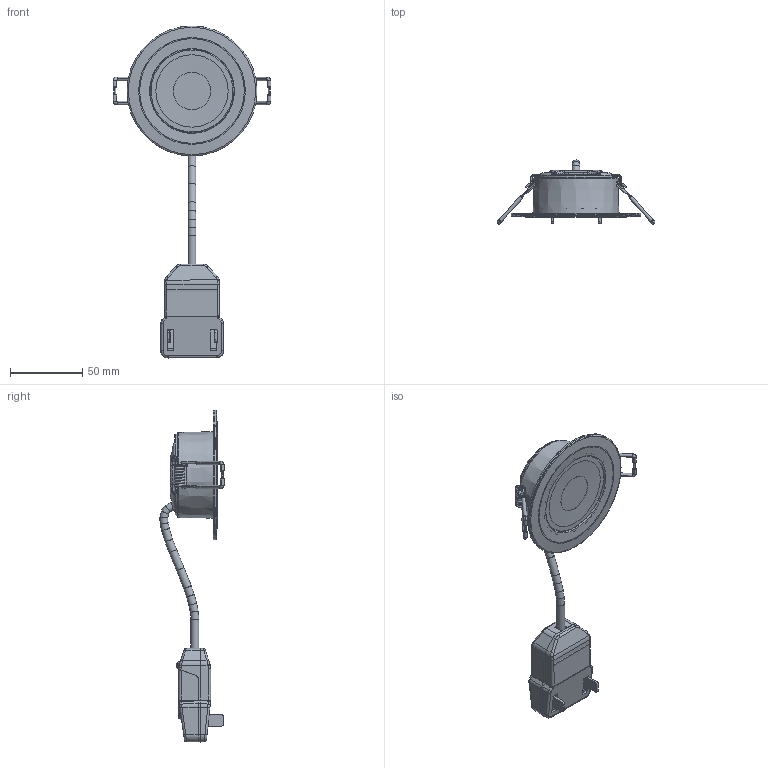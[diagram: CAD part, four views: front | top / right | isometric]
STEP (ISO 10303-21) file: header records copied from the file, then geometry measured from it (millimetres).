
FILE_DESCRIPTION (( 'STEP AP214' ), '1' );
FILE_NAME ('SP_CBO_FPFIX_UK_5W.STEP', '2024-10-23T10:08:15', ( '' ), ( '' ), 'SwSTEP 2.0', 'SolidWorks 2022', '' );
FILE_SCHEMA (( 'AUTOMOTIVE_DESIGN' ));
Length unit declared in the file: millimetre
Products named in the file (1): SP_CBO_FPFIX_UK_5W
Bounding box: 109.42 x 44.41 x 230 mm (x, y, z)
Volume: 56615.3 mm3; surface area: 68472.2 mm2
Topology: 11 solids, 11 shells, 824 faces, 2152 edges, 1344 vertices
Faces by surface type: plane 268, cylinder 229, bspline 179, torus 84, cone 64
Full cylindrical faces by diameter (mm): 2.5 x1, 5.5 x2, 6.5 x1, 10 x1, 26 x1, 62 x1, 88.602 x1, 88.8 x1, 90 x1
Entity records: 36322 total; most frequent: CARTESIAN_POINT 17868, ORIENTED_EDGE 4178, DIRECTION 3352, EDGE_CURVE 2089, VERTEX_POINT 1333, AXIS2_PLACEMENT_3D 1247, EDGE_LOOP 890, VECTOR 858
